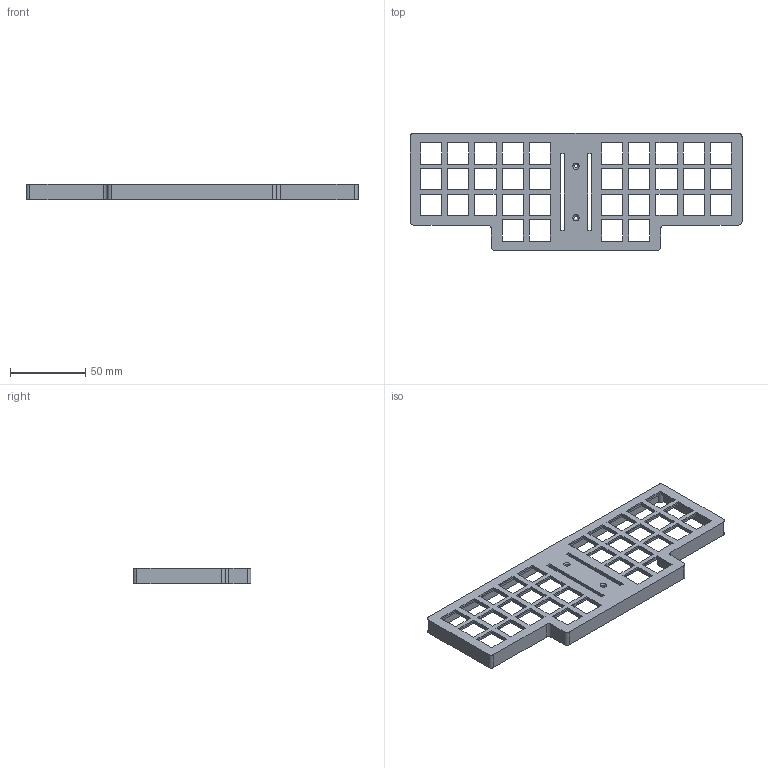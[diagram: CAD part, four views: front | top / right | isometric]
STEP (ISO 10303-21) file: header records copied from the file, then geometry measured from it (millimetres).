
FILE_DESCRIPTION(('HOOPS Exchange Step'),'2;1');
FILE_NAME('temp_export','2023-06-09T23:06:12+20:00',('jscotto'),('Shapr3D Limited'),'HOOPS Exchange 2022.2','Shapr3D','Authorized');
FILE_SCHEMA( ('AUTOMOTIVE_DESIGN { 1 0 10303 214 1 1 1 1 }') );
Length unit declared in the file: millimetre
Products named in the file (1): Case
Bounding box: 220 x 78 x 10.5 mm (x, y, z)
Volume: 42822 mm3; surface area: 33953 mm2
Topology: 1 solids, 1 shells, 372 faces, 1010 edges, 670 vertices
Faces by surface type: plane 348, cylinder 22, cone 2
Full cylindrical faces by diameter (mm): 2.2 x2, 3.6 x6
Entity records: 11698 total; most frequent: CARTESIAN_POINT 2053, ORIENTED_EDGE 2020, DIRECTION 1824, EDGE_CURVE 1010, VECTOR 942, LINE 942, VERTEX_POINT 670, EDGE_LOOP 478
